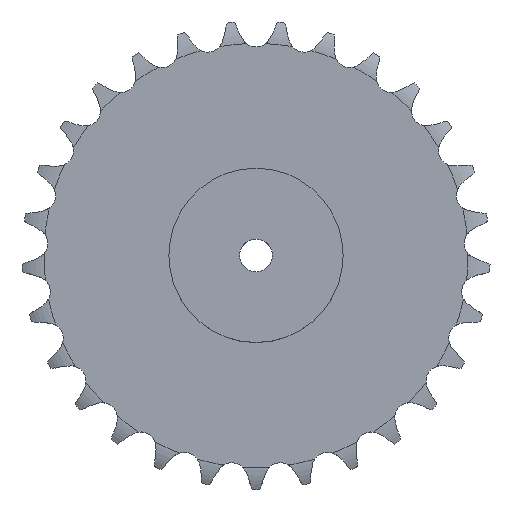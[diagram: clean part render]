
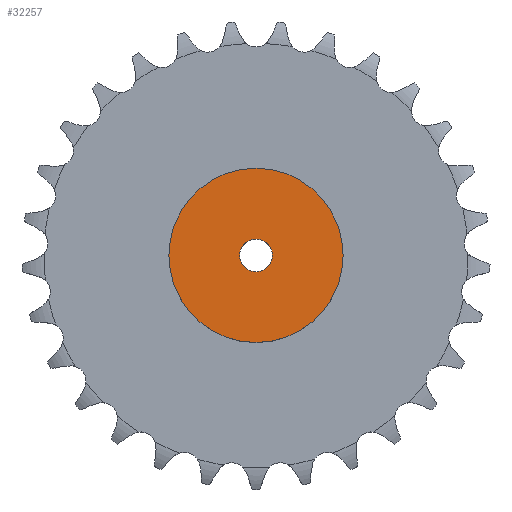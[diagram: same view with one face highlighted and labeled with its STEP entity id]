
A CAD part, top view. The second image highlights one B-rep face of the part: STEP entity #32257.
In plain terms, the highlighted planar face has unit normal (0, 0, 1).
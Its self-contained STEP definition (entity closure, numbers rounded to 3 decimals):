
#3837 = CYLINDRICAL_SURFACE('',#3838,80.);
#3838 = AXIS2_PLACEMENT_3D('',#3839,#3840,#3841);
#3839 = CARTESIAN_POINT('',(0.,0.,0.));
#3840 = DIRECTION('',(-0.,-0.,-1.));
#3841 = DIRECTION('',(1.,0.,0.));
#20500 = VERTEX_POINT('',#20501);
#20501 = CARTESIAN_POINT('',(80.,0.,75.));
#20522 = EDGE_CURVE('',#20500,#20500,#20523,.T.);
#20523 = SURFACE_CURVE('',#20524,(#20529,#20536),.PCURVE_S1.);
#20524 = CIRCLE('',#20525,80.);
#20525 = AXIS2_PLACEMENT_3D('',#20526,#20527,#20528);
#20526 = CARTESIAN_POINT('',(0.,0.,75.));
#20527 = DIRECTION('',(0.,0.,1.));
#20528 = DIRECTION('',(1.,0.,0.));
#20529 = PCURVE('',#3837,#20530);
#20530 = DEFINITIONAL_REPRESENTATION('',(#20531),#20535);
#20531 = LINE('',#20532,#20533);
#20532 = CARTESIAN_POINT('',(-0.,-75.));
#20533 = VECTOR('',#20534,1.);
#20534 = DIRECTION('',(-1.,0.));
#20535 = ( GEOMETRIC_REPRESENTATION_CONTEXT(2) 
PARAMETRIC_REPRESENTATION_CONTEXT() REPRESENTATION_CONTEXT('2D SPACE',''
  ) );
#20536 = PCURVE('',#20537,#20542);
#20537 = PLANE('',#20538);
#20538 = AXIS2_PLACEMENT_3D('',#20539,#20540,#20541);
#20539 = CARTESIAN_POINT('',(0.,0.,75.)
  );
#20540 = DIRECTION('',(0.,0.,1.));
#20541 = DIRECTION('',(1.,0.,0.));
#20542 = DEFINITIONAL_REPRESENTATION('',(#20543),#20547);
#20543 = CIRCLE('',#20544,80.);
#20544 = AXIS2_PLACEMENT_2D('',#20545,#20546);
#20545 = CARTESIAN_POINT('',(0.,0.));
#20546 = DIRECTION('',(1.,0.));
#20547 = ( GEOMETRIC_REPRESENTATION_CONTEXT(2) 
PARAMETRIC_REPRESENTATION_CONTEXT() REPRESENTATION_CONTEXT('2D SPACE',''
  ) );
#27514 = CYLINDRICAL_SURFACE('',#27515,15.);
#27515 = AXIS2_PLACEMENT_3D('',#27516,#27517,#27518);
#27516 = CARTESIAN_POINT('',(0.,0.,650.78));
#27517 = DIRECTION('',(0.,0.,1.));
#27518 = DIRECTION('',(1.,0.,0.));
#32257 = ADVANCED_FACE('',(#32258,#32261),#20537,.T.);
#32258 = FACE_BOUND('',#32259,.T.);
#32259 = EDGE_LOOP('',(#32260));
#32260 = ORIENTED_EDGE('',*,*,#20522,.T.);
#32261 = FACE_BOUND('',#32262,.T.);
#32262 = EDGE_LOOP('',(#32263));
#32263 = ORIENTED_EDGE('',*,*,#32264,.F.);
#32264 = EDGE_CURVE('',#32265,#32265,#32267,.T.);
#32265 = VERTEX_POINT('',#32266);
#32266 = CARTESIAN_POINT('',(15.,0.,75.));
#32267 = SURFACE_CURVE('',#32268,(#32273,#32280),.PCURVE_S1.);
#32268 = CIRCLE('',#32269,15.);
#32269 = AXIS2_PLACEMENT_3D('',#32270,#32271,#32272);
#32270 = CARTESIAN_POINT('',(0.,0.,75.));
#32271 = DIRECTION('',(0.,0.,1.));
#32272 = DIRECTION('',(1.,0.,0.));
#32273 = PCURVE('',#20537,#32274);
#32274 = DEFINITIONAL_REPRESENTATION('',(#32275),#32279);
#32275 = CIRCLE('',#32276,15.);
#32276 = AXIS2_PLACEMENT_2D('',#32277,#32278);
#32277 = CARTESIAN_POINT('',(0.,0.));
#32278 = DIRECTION('',(1.,0.));
#32279 = ( GEOMETRIC_REPRESENTATION_CONTEXT(2) 
PARAMETRIC_REPRESENTATION_CONTEXT() REPRESENTATION_CONTEXT('2D SPACE',''
  ) );
#32280 = PCURVE('',#27514,#32281);
#32281 = DEFINITIONAL_REPRESENTATION('',(#32282),#32286);
#32282 = LINE('',#32283,#32284);
#32283 = CARTESIAN_POINT('',(0.,-575.78));
#32284 = VECTOR('',#32285,1.);
#32285 = DIRECTION('',(1.,0.));
#32286 = ( GEOMETRIC_REPRESENTATION_CONTEXT(2) 
PARAMETRIC_REPRESENTATION_CONTEXT() REPRESENTATION_CONTEXT('2D SPACE',''
  ) );
